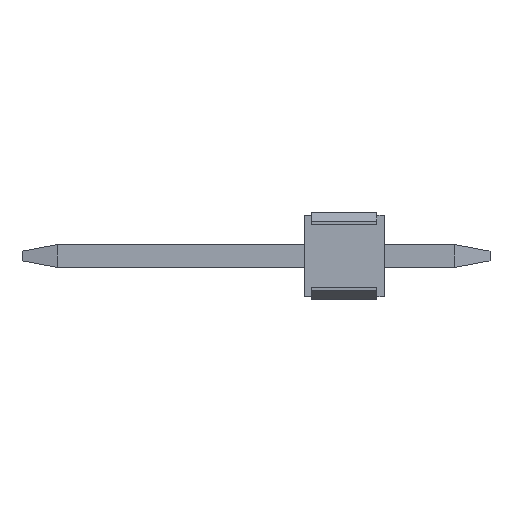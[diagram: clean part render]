
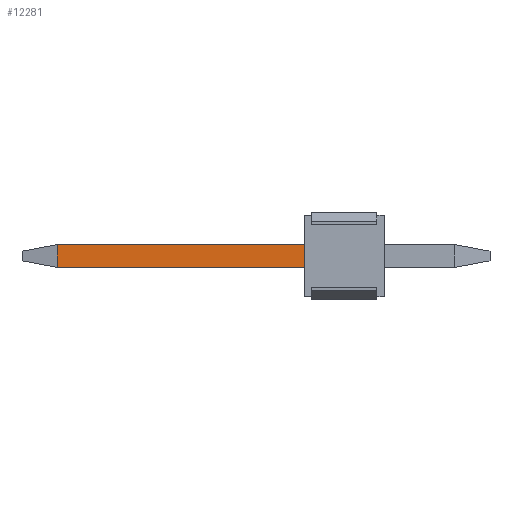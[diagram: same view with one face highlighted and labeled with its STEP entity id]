
A CAD part, left-side view. The second image highlights one B-rep face of the part: STEP entity #12281.
In plain terms, the highlighted planar face has unit normal (-1, 0, 0).
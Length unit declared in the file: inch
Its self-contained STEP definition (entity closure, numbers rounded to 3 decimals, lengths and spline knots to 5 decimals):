
#653=DIRECTION('',(0.,0.,-1.));
#654=VECTOR('',#653,0.026);
#655=CARTESIAN_POINT('',(-0.363,0.037,0.013));
#656=LINE('',#655,#654);
#4249=DIRECTION('',(0.,0.,-1.));
#4250=VECTOR('',#4249,0.026);
#4251=CARTESIAN_POINT('',(-0.363,0.325,0.013));
#4252=LINE('',#4251,#4250);
#4253=DIRECTION('',(0.,-1.,0.));
#4254=VECTOR('',#4253,0.288);
#4255=CARTESIAN_POINT('',(-0.363,0.325,0.013));
#4256=LINE('',#4255,#4254);
#4257=DIRECTION('',(0.,1.,0.));
#4258=VECTOR('',#4257,0.288);
#4259=CARTESIAN_POINT('',(-0.363,0.037,-0.013));
#4260=LINE('',#4259,#4258);
#5625=CARTESIAN_POINT('',(-0.363,0.037,0.013));
#5626=CARTESIAN_POINT('',(-0.363,0.037,-0.013));
#5627=VERTEX_POINT('',#5625);
#5628=VERTEX_POINT('',#5626);
#5742=CARTESIAN_POINT('',(-0.363,0.325,-0.013));
#5744=VERTEX_POINT('',#5742);
#5749=CARTESIAN_POINT('',(-0.363,0.325,0.013));
#5750=VERTEX_POINT('',#5749);
#12267=CARTESIAN_POINT('',(-0.363,0.,0.));
#12268=DIRECTION('',(1.,0.,0.));
#12269=DIRECTION('',(0.,0.,-1.));
#12270=AXIS2_PLACEMENT_3D('',#12267,#12268,#12269);
#12271=PLANE('',#12270);
#12273=ORIENTED_EDGE('',*,*,#12272,.F.);
#12275=ORIENTED_EDGE('',*,*,#12274,.T.);
#12276=ORIENTED_EDGE('',*,*,#6220,.T.);
#12278=ORIENTED_EDGE('',*,*,#12277,.T.);
#12279=EDGE_LOOP('',(#12273,#12275,#12276,#12278));
#12280=FACE_OUTER_BOUND('',#12279,.F.);
#12281=ADVANCED_FACE('',(#12280),#12271,.F.);
#6220=EDGE_CURVE('',#5627,#5628,#656,.T.);
#12272=EDGE_CURVE('',#5750,#5744,#4252,.T.);
#12274=EDGE_CURVE('',#5750,#5627,#4256,.T.);
#12277=EDGE_CURVE('',#5628,#5744,#4260,.T.);
